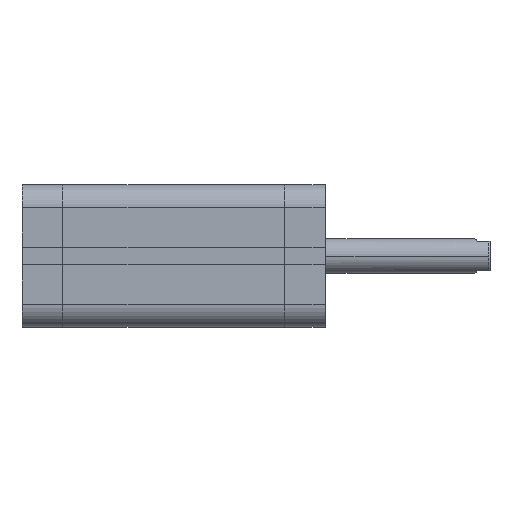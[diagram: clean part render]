
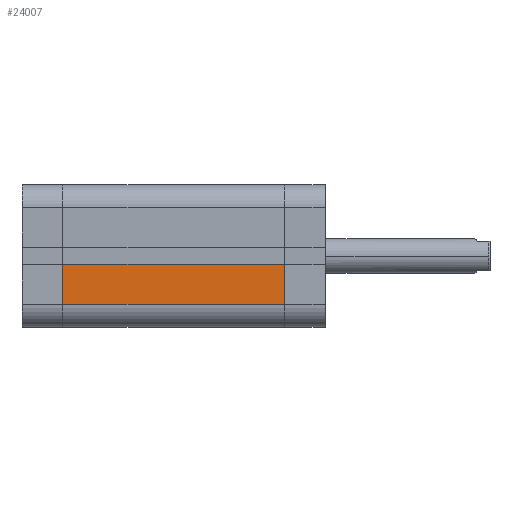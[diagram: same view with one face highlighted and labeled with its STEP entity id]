
A CAD part, front view. The second image highlights one B-rep face of the part: STEP entity #24007.
In plain terms, the highlighted planar face has unit normal (0, -1, 0).
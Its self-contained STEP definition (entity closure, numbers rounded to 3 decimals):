
#116 = LINE ( 'NONE', #32805, #22971 ) ;
#851 = VECTOR ( 'NONE', #28712, 1000. ) ;
#2346 = CARTESIAN_POINT ( 'NONE',  ( 0., -24.5, -2.8 ) ) ;
#2518 = ORIENTED_EDGE ( 'NONE', *, *, #34380, .F. ) ;
#2879 = ORIENTED_EDGE ( 'NONE', *, *, #20657, .T. ) ;
#3606 = CARTESIAN_POINT ( 'NONE',  ( 76., -24.5, -24.5 ) ) ;
#3762 = DIRECTION ( 'NONE',  ( 0., 0., -1. ) ) ;
#4021 = EDGE_CURVE ( 'NONE', #30850, #21993, #32914, .T. ) ;
#4504 = CARTESIAN_POINT ( 'NONE',  ( 76., -24.5, -16.5 ) ) ;
#4520 = VERTEX_POINT ( 'NONE', #17576 ) ;
#6066 = LINE ( 'NONE', #33418, #16680 ) ;
#7915 = ORIENTED_EDGE ( 'NONE', *, *, #20257, .T. ) ;
#8527 = VECTOR ( 'NONE', #19617, 1000. ) ;
#8587 = CARTESIAN_POINT ( 'NONE',  ( 76., -24.5, -16.5 ) ) ;
#13615 = DIRECTION ( 'NONE',  ( 0., 0., -1. ) ) ;
#14604 = DIRECTION ( 'NONE',  ( 0., 1., 0. ) ) ;
#15724 = ORIENTED_EDGE ( 'NONE', *, *, #4021, .T. ) ;
#16305 = EDGE_LOOP ( 'NONE', ( #2879, #7915, #15724, #2518 ) ) ;
#16680 = VECTOR ( 'NONE', #3762, 1000. ) ;
#16987 = VERTEX_POINT ( 'NONE', #2346 ) ;
#17092 = FACE_OUTER_BOUND ( 'NONE', #16305, .T. ) ;
#17556 = CARTESIAN_POINT ( 'NONE',  ( 0., -24.5, -16.5 ) ) ;
#17576 = CARTESIAN_POINT ( 'NONE',  ( 76., -24.5, -2.8 ) ) ;
#17870 = CARTESIAN_POINT ( 'NONE',  ( 76.001, -24.5, -2.8 ) ) ;
#19617 = DIRECTION ( 'NONE',  ( 1., 0., 0. ) ) ;
#20257 = EDGE_CURVE ( 'NONE', #16987, #30850, #116, .T. ) ;
#20523 = LINE ( 'NONE', #17870, #851 ) ;
#20657 = EDGE_CURVE ( 'NONE', #4520, #16987, #20523, .T. ) ;
#21993 = VERTEX_POINT ( 'NONE', #4504 ) ;
#22783 = DIRECTION ( 'NONE',  ( 0., 0., 1. ) ) ;
#22971 = VECTOR ( 'NONE', #13615, 1000. ) ;
#24007 = ADVANCED_FACE ( 'NONE', ( #17092 ), #27936, .F. ) ;
#27936 = PLANE ( 'NONE',  #30978 ) ;
#28712 = DIRECTION ( 'NONE',  ( -1., 0., 0. ) ) ;
#30850 = VERTEX_POINT ( 'NONE', #17556 ) ;
#30978 = AXIS2_PLACEMENT_3D ( 'NONE', #3606, #14604, #22783 ) ;
#32805 = CARTESIAN_POINT ( 'NONE',  ( 0., -24.5, -24.5 ) ) ;
#32914 = LINE ( 'NONE', #8587, #8527 ) ;
#33418 = CARTESIAN_POINT ( 'NONE',  ( 76., -24.5, -24.5 ) ) ;
#34380 = EDGE_CURVE ( 'NONE', #4520, #21993, #6066, .T. ) ;
